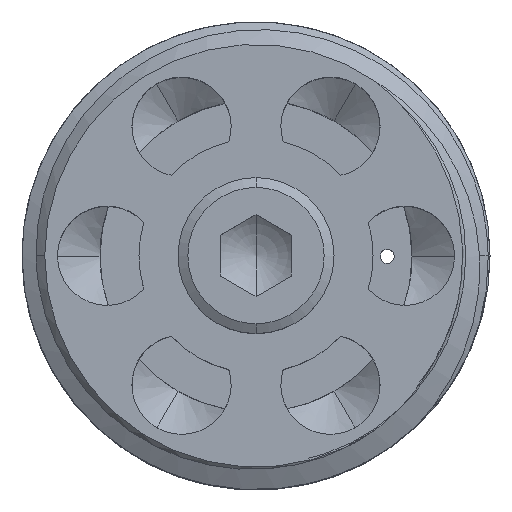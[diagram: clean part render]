
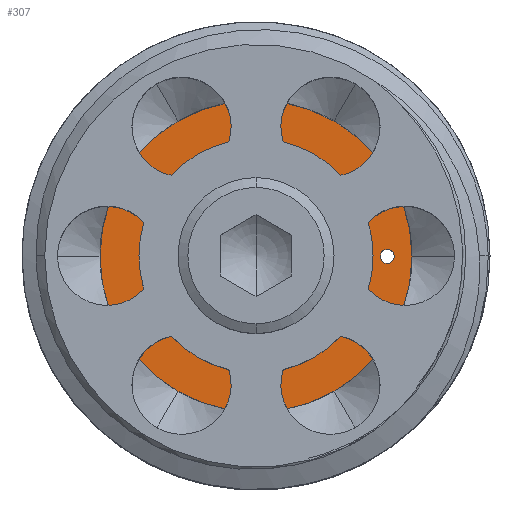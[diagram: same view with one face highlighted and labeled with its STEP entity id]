
A CAD part, top view. The second image highlights one B-rep face of the part: STEP entity #307.
In plain terms, the highlighted planar face has unit normal (0, 0, 1).
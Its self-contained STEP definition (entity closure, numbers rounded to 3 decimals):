
#144 = AXIS2_PLACEMENT_3D ( 'NONE', #1581, #1582, #1583 ) ;
#147 = AXIS2_PLACEMENT_3D ( 'NONE', #1596, #1597, #1598 ) ;
#148 = AXIS2_PLACEMENT_3D ( 'NONE', #8906, #2431, #2432 ) ;
#150 = AXIS2_PLACEMENT_3D ( 'NONE', #2440, #2441, #2442 ) ;
#152 = AXIS2_PLACEMENT_3D ( 'NONE', #2446, #2447, #2448 ) ;
#153 = AXIS2_PLACEMENT_3D ( 'NONE', #2449, #2450, #2451 ) ;
#307 = ADVANCED_FACE ( 'NONE', ( #10377, #10368, #10373 ), #4943, .T. ) ;
#1581 = CARTESIAN_POINT ( 'NONE',  ( 4.63, 0., 23.296 ) ) ;
#1582 = DIRECTION ( 'NONE',  ( 0., 0., 1. ) ) ;
#1583 = DIRECTION ( 'NONE',  ( 0., 1., 0. ) ) ;
#1596 = CARTESIAN_POINT ( 'NONE',  ( 0., 0., 23.296 ) ) ;
#1597 = DIRECTION ( 'NONE',  ( 0., 0., 1. ) ) ;
#1598 = DIRECTION ( 'NONE',  ( -1., 0., 0. ) ) ;
#1638 = EDGE_CURVE ( 'NONE', #6405, #5674, #10146, .T. ) ;
#1644 = EDGE_CURVE ( 'NONE', #6400, #5773, #10136, .T. ) ;
#1647 = EDGE_CURVE ( 'NONE', #6384, #5598, #10133, .T. ) ;
#1651 = EDGE_CURVE ( 'NONE', #5598, #6384, #10123, .T. ) ;
#1653 = EDGE_CURVE ( 'NONE', #5773, #6400, #10119, .T. ) ;
#1654 = EDGE_CURVE ( 'NONE', #5674, #6405, #10118, .T. ) ;
#2431 = DIRECTION ( 'NONE',  ( 0., 0., 1. ) ) ;
#2432 = DIRECTION ( 'NONE',  ( 0., -1., 0. ) ) ;
#2440 = CARTESIAN_POINT ( 'NONE',  ( 0., 0., 23.296 ) ) ;
#2441 = DIRECTION ( 'NONE',  ( 0., 0., 1. ) ) ;
#2442 = DIRECTION ( 'NONE',  ( 0., -1., 0. ) ) ;
#2446 = CARTESIAN_POINT ( 'NONE',  ( 0., 0., 23.296 ) ) ;
#2447 = DIRECTION ( 'NONE',  ( 0., 0., 1. ) ) ;
#2448 = DIRECTION ( 'NONE',  ( -1., 0., 0. ) ) ;
#2449 = CARTESIAN_POINT ( 'NONE',  ( 4.63, 0., 23.296 ) ) ;
#2450 = DIRECTION ( 'NONE',  ( 0., 0., 1. ) ) ;
#2451 = DIRECTION ( 'NONE',  ( 0., 1., 0. ) ) ;
#3905 = AXIS2_PLACEMENT_3D ( 'NONE', #4941, #4939, #4945 ) ;
#4939 = DIRECTION ( 'NONE',  ( 0., 0., 1. ) ) ;
#4941 = CARTESIAN_POINT ( 'NONE',  ( 0., 0., 23.296 ) ) ;
#4943 = PLANE ( 'NONE',  #3905 ) ;
#4945 = DIRECTION ( 'NONE',  ( -1., 0., 0. ) ) ;
#5598 = VERTEX_POINT ( 'NONE', #7905 ) ;
#5674 = VERTEX_POINT ( 'NONE', #7931 ) ;
#5773 = VERTEX_POINT ( 'NONE', #7946 ) ;
#6384 = VERTEX_POINT ( 'NONE', #8023 ) ;
#6400 = VERTEX_POINT ( 'NONE', #9398 ) ;
#6405 = VERTEX_POINT ( 'NONE', #9394 ) ;
#7905 = CARTESIAN_POINT ( 'NONE',  ( -2.822, 0., 23.296 ) ) ;
#7931 = CARTESIAN_POINT ( 'NONE',  ( 4.63, 0.25, 23.296 ) ) ;
#7946 = CARTESIAN_POINT ( 'NONE',  ( 6.25, 0., 23.296 ) ) ;
#8023 = CARTESIAN_POINT ( 'NONE',  ( 2.822, 0., 23.296 ) ) ;
#8906 = CARTESIAN_POINT ( 'NONE',  ( 0., 0., 23.296 ) ) ;
#9394 = CARTESIAN_POINT ( 'NONE',  ( 4.63, -0.25, 23.296 ) ) ;
#9398 = CARTESIAN_POINT ( 'NONE',  ( -6.25, 0., 23.296 ) ) ;
#10118 = CIRCLE ( 'NONE', #153, 0.25 ) ;
#10119 = CIRCLE ( 'NONE', #152, 6.25 ) ;
#10123 = CIRCLE ( 'NONE', #150, 2.822 ) ;
#10133 = CIRCLE ( 'NONE', #148, 2.822 ) ;
#10136 = CIRCLE ( 'NONE', #147, 6.25 ) ;
#10146 = CIRCLE ( 'NONE', #144, 0.25 ) ;
#10368 = FACE_BOUND ( 'NONE', #10525, .T. ) ;
#10373 = FACE_BOUND ( 'NONE', #10577, .T. ) ;
#10377 = FACE_OUTER_BOUND ( 'NONE', #10594, .T. ) ;
#10525 = EDGE_LOOP ( 'NONE', ( #10752, #10781 ) ) ;
#10577 = EDGE_LOOP ( 'NONE', ( #11014, #10782 ) ) ;
#10594 = EDGE_LOOP ( 'NONE', ( #10774, #10813 ) ) ;
#10752 = ORIENTED_EDGE ( 'NONE', *, *, #1654, .F. ) ;
#10774 = ORIENTED_EDGE ( 'NONE', *, *, #1653, .T. ) ;
#10781 = ORIENTED_EDGE ( 'NONE', *, *, #1638, .F. ) ;
#10782 = ORIENTED_EDGE ( 'NONE', *, *, #1651, .F. ) ;
#10813 = ORIENTED_EDGE ( 'NONE', *, *, #1644, .T. ) ;
#11014 = ORIENTED_EDGE ( 'NONE', *, *, #1647, .F. ) ;
